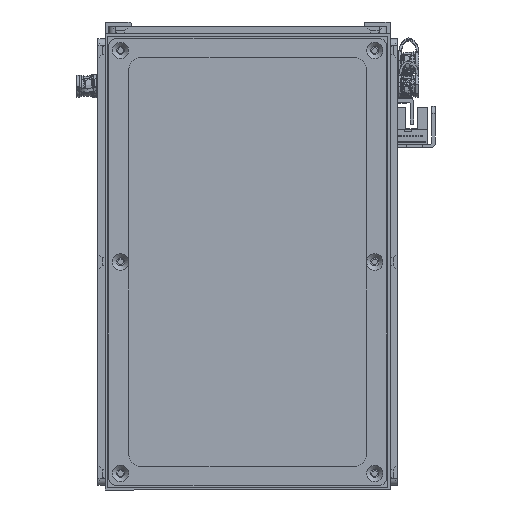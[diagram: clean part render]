
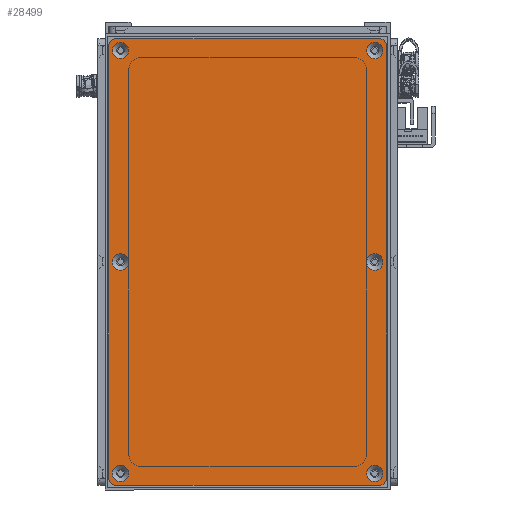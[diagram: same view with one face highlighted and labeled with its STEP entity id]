
A CAD part, front view. The second image highlights one B-rep face of the part: STEP entity #28499.
In plain terms, the highlighted planar face has unit normal (0, -1, 0).
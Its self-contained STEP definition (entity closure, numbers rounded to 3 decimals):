
#2382=FACE_BOUND('',#6811,.T.);
#2383=FACE_BOUND('',#6812,.T.);
#2384=FACE_BOUND('',#6813,.T.);
#2385=FACE_BOUND('',#6814,.T.);
#2386=FACE_BOUND('',#6815,.T.);
#2387=FACE_BOUND('',#6816,.T.);
#3546=CIRCLE('',#31448,3.45);
#3549=CIRCLE('',#31453,3.45);
#3552=CIRCLE('',#31458,3.45);
#3555=CIRCLE('',#31463,3.45);
#3558=CIRCLE('',#31468,3.45);
#3561=CIRCLE('',#31473,3.45);
#3564=CIRCLE('',#31478,3.);
#3566=CIRCLE('',#31481,3.);
#3567=CIRCLE('',#31482,3.);
#3568=CIRCLE('',#31483,3.);
#5005=FACE_OUTER_BOUND('',#6810,.T.);
#6810=EDGE_LOOP('',(#25393,#25394,#25395,#25396,#25397,#25398,#25399,#25400));
#6811=EDGE_LOOP('',(#25401));
#6812=EDGE_LOOP('',(#25402));
#6813=EDGE_LOOP('',(#25403));
#6814=EDGE_LOOP('',(#25404));
#6815=EDGE_LOOP('',(#25405));
#6816=EDGE_LOOP('',(#25406));
#9168=LINE('',#49554,#11520);
#9169=LINE('',#49558,#11521);
#9170=LINE('',#49562,#11522);
#9171=LINE('',#49565,#11523);
#11520=VECTOR('',#38841,10.);
#11521=VECTOR('',#38844,10.);
#11522=VECTOR('',#38847,10.);
#11523=VECTOR('',#38850,10.);
#14100=VERTEX_POINT('',#49484);
#14103=VERTEX_POINT('',#49494);
#14106=VERTEX_POINT('',#49504);
#14109=VERTEX_POINT('',#49514);
#14112=VERTEX_POINT('',#49524);
#14115=VERTEX_POINT('',#49534);
#14118=VERTEX_POINT('',#49544);
#14119=VERTEX_POINT('',#49545);
#14122=VERTEX_POINT('',#49553);
#14123=VERTEX_POINT('',#49555);
#14124=VERTEX_POINT('',#49557);
#14125=VERTEX_POINT('',#49559);
#14126=VERTEX_POINT('',#49561);
#14127=VERTEX_POINT('',#49563);
#17915=EDGE_CURVE('',#14100,#14100,#3546,.T.);
#17920=EDGE_CURVE('',#14103,#14103,#3549,.T.);
#17925=EDGE_CURVE('',#14106,#14106,#3552,.T.);
#17930=EDGE_CURVE('',#14109,#14109,#3555,.T.);
#17935=EDGE_CURVE('',#14112,#14112,#3558,.T.);
#17940=EDGE_CURVE('',#14115,#14115,#3561,.T.);
#17945=EDGE_CURVE('',#14118,#14119,#3564,.T.);
#17949=EDGE_CURVE('',#14118,#14122,#9168,.T.);
#17950=EDGE_CURVE('',#14123,#14122,#3566,.T.);
#17951=EDGE_CURVE('',#14123,#14124,#9169,.T.);
#17952=EDGE_CURVE('',#14125,#14124,#3567,.T.);
#17953=EDGE_CURVE('',#14125,#14126,#9170,.T.);
#17954=EDGE_CURVE('',#14127,#14126,#3568,.T.);
#17955=EDGE_CURVE('',#14127,#14119,#9171,.T.);
#25393=ORIENTED_EDGE('',*,*,#17945,.F.);
#25394=ORIENTED_EDGE('',*,*,#17949,.T.);
#25395=ORIENTED_EDGE('',*,*,#17950,.F.);
#25396=ORIENTED_EDGE('',*,*,#17951,.T.);
#25397=ORIENTED_EDGE('',*,*,#17952,.F.);
#25398=ORIENTED_EDGE('',*,*,#17953,.T.);
#25399=ORIENTED_EDGE('',*,*,#17954,.F.);
#25400=ORIENTED_EDGE('',*,*,#17955,.T.);
#25401=ORIENTED_EDGE('',*,*,#17915,.T.);
#25402=ORIENTED_EDGE('',*,*,#17920,.T.);
#25403=ORIENTED_EDGE('',*,*,#17925,.T.);
#25404=ORIENTED_EDGE('',*,*,#17930,.T.);
#25405=ORIENTED_EDGE('',*,*,#17935,.T.);
#25406=ORIENTED_EDGE('',*,*,#17940,.T.);
#27190=PLANE('',#31480);
#28499=ADVANCED_FACE('',(#5005,#2382,#2383,#2384,#2385,#2386,#2387),#27190,
 .T.);
#31448=AXIS2_PLACEMENT_3D('',#49485,#38761,#38762);
#31453=AXIS2_PLACEMENT_3D('',#49495,#38773,#38774);
#31458=AXIS2_PLACEMENT_3D('',#49505,#38785,#38786);
#31463=AXIS2_PLACEMENT_3D('',#49515,#38797,#38798);
#31468=AXIS2_PLACEMENT_3D('',#49525,#38809,#38810);
#31473=AXIS2_PLACEMENT_3D('',#49535,#38821,#38822);
#31478=AXIS2_PLACEMENT_3D('',#49546,#38833,#38834);
#31480=AXIS2_PLACEMENT_3D('',#49552,#38839,#38840);
#31481=AXIS2_PLACEMENT_3D('',#49556,#38842,#38843);
#31482=AXIS2_PLACEMENT_3D('',#49560,#38845,#38846);
#31483=AXIS2_PLACEMENT_3D('',#49564,#38848,#38849);
#38761=DIRECTION('center_axis',(0.,1.,0.));
#38762=DIRECTION('ref_axis',(1.,0.,0.));
#38773=DIRECTION('center_axis',(0.,1.,0.));
#38774=DIRECTION('ref_axis',(1.,0.,0.));
#38785=DIRECTION('center_axis',(0.,1.,0.));
#38786=DIRECTION('ref_axis',(1.,0.,0.));
#38797=DIRECTION('center_axis',(0.,1.,0.));
#38798=DIRECTION('ref_axis',(1.,0.,0.));
#38809=DIRECTION('center_axis',(0.,1.,0.));
#38810=DIRECTION('ref_axis',(1.,0.,0.));
#38821=DIRECTION('center_axis',(0.,1.,0.));
#38822=DIRECTION('ref_axis',(1.,0.,0.));
#38833=DIRECTION('center_axis',(0.,1.,0.));
#38834=DIRECTION('ref_axis',(-0.707,0.,0.707));
#38839=DIRECTION('center_axis',(0.,-1.,0.));
#38840=DIRECTION('ref_axis',(0.,0.,-1.));
#38841=DIRECTION('',(0.,0.,-1.));
#38842=DIRECTION('center_axis',(0.,1.,0.));
#38843=DIRECTION('ref_axis',(-0.707,0.,-0.707));
#38844=DIRECTION('',(1.,0.,0.));
#38845=DIRECTION('center_axis',(0.,1.,0.));
#38846=DIRECTION('ref_axis',(0.707,0.,-0.707));
#38847=DIRECTION('',(0.,0.,1.));
#38848=DIRECTION('center_axis',(0.,1.,0.));
#38849=DIRECTION('ref_axis',(0.707,0.,0.707));
#38850=DIRECTION('',(-1.,0.,0.));
#49484=CARTESIAN_POINT('',(85.55,-1.5,53.5));
#49485=CARTESIAN_POINT('Origin',(89.,-1.5,53.5));
#49494=CARTESIAN_POINT('',(-3.45,-1.5,-53.5));
#49495=CARTESIAN_POINT('Origin',(0.,-1.5,-53.5));
#49504=CARTESIAN_POINT('',(-92.45,-1.5,53.5));
#49505=CARTESIAN_POINT('Origin',(-89.,-1.5,53.5));
#49514=CARTESIAN_POINT('',(-92.45,-1.5,-53.5));
#49515=CARTESIAN_POINT('Origin',(-89.,-1.5,-53.5));
#49524=CARTESIAN_POINT('',(-3.45,-1.5,53.5));
#49525=CARTESIAN_POINT('Origin',(0.,-1.5,53.5));
#49534=CARTESIAN_POINT('',(85.55,-1.5,-53.5));
#49535=CARTESIAN_POINT('Origin',(89.,-1.5,-53.5));
#49544=CARTESIAN_POINT('',(-94.,-1.5,55.5));
#49545=CARTESIAN_POINT('',(-91.,-1.5,58.5));
#49546=CARTESIAN_POINT('Origin',(-91.,-1.5,55.5));
#49552=CARTESIAN_POINT('Origin',(0.,-1.5,0.));
#49553=CARTESIAN_POINT('',(-94.,-1.5,-55.5));
#49554=CARTESIAN_POINT('',(-94.,-1.5,58.5));
#49555=CARTESIAN_POINT('',(-91.,-1.5,-58.5));
#49556=CARTESIAN_POINT('Origin',(-91.,-1.5,-55.5));
#49557=CARTESIAN_POINT('',(91.,-1.5,-58.5));
#49558=CARTESIAN_POINT('',(-94.,-1.5,-58.5));
#49559=CARTESIAN_POINT('',(94.,-1.5,-55.5));
#49560=CARTESIAN_POINT('Origin',(91.,-1.5,-55.5));
#49561=CARTESIAN_POINT('',(94.,-1.5,55.5));
#49562=CARTESIAN_POINT('',(94.,-1.5,-58.5));
#49563=CARTESIAN_POINT('',(91.,-1.5,58.5));
#49564=CARTESIAN_POINT('Origin',(91.,-1.5,55.5));
#49565=CARTESIAN_POINT('',(94.,-1.5,58.5));
